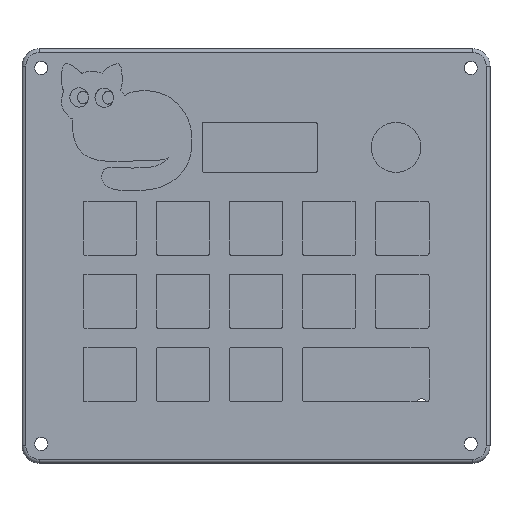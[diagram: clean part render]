
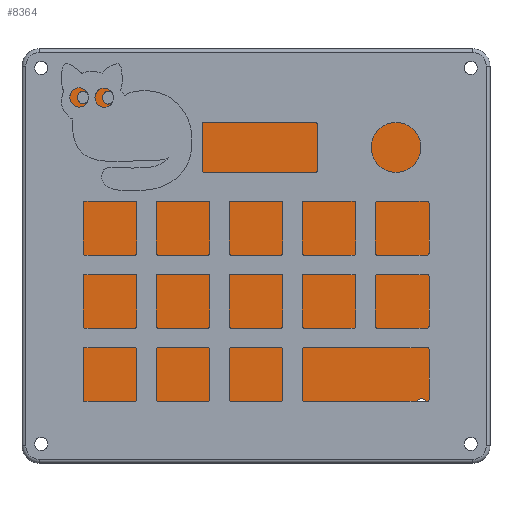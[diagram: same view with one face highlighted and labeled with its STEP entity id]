
A CAD part, top view. The second image highlights one B-rep face of the part: STEP entity #8364.
In plain terms, the highlighted planar face has unit normal (0, 0, 1).
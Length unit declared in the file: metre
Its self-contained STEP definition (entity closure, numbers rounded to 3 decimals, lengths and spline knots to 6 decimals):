
#399=CIRCLE('',#9124,0.0017);
#400=CIRCLE('',#9126,0.0017);
#401=CIRCLE('',#9128,0.0017);
#651=PLANE('',#9129);
#1179=LINE('',#13598,#1919);
#1183=LINE('',#13611,#1923);
#1187=LINE('',#13619,#1927);
#1190=LINE('',#13625,#1930);
#1193=LINE('',#13631,#1933);
#1207=LINE('',#13763,#1947);
#1919=VECTOR('',#10605,1.);
#1923=VECTOR('',#10613,1.);
#1927=VECTOR('',#10619,1.);
#1930=VECTOR('',#10624,1.);
#1933=VECTOR('',#10629,1.);
#1947=VECTOR('',#10689,1.);
#3477=ORIENTED_EDGE('',*,*,#5468,.F.);
#3478=ORIENTED_EDGE('',*,*,#5467,.F.);
#3479=ORIENTED_EDGE('',*,*,#5466,.F.);
#3480=ORIENTED_EDGE('',*,*,#5426,.F.);
#3481=ORIENTED_EDGE('',*,*,#5422,.T.);
#3482=ORIENTED_EDGE('',*,*,#5469,.T.);
#3483=ORIENTED_EDGE('',*,*,#5416,.T.);
#3484=ORIENTED_EDGE('',*,*,#5432,.T.);
#3485=ORIENTED_EDGE('',*,*,#5429,.F.);
#5416=EDGE_CURVE('',#6503,#6504,#1179,.T.);
#5422=EDGE_CURVE('',#6510,#6509,#1183,.T.);
#5426=EDGE_CURVE('',#6510,#6513,#1187,.T.);
#5429=EDGE_CURVE('',#6513,#6515,#1190,.T.);
#5432=EDGE_CURVE('',#6504,#6515,#1193,.T.);
#5466=EDGE_CURVE('',#6541,#6541,#399,.T.);
#5467=EDGE_CURVE('',#6542,#6542,#400,.T.);
#5468=EDGE_CURVE('',#6543,#6543,#401,.T.);
#5469=EDGE_CURVE('',#6509,#6503,#1207,.T.);
#6503=VERTEX_POINT('',#13599);
#6504=VERTEX_POINT('',#13600);
#6509=VERTEX_POINT('',#13610);
#6510=VERTEX_POINT('',#13612);
#6513=VERTEX_POINT('',#13620);
#6515=VERTEX_POINT('',#13626);
#6541=VERTEX_POINT('',#13755);
#6542=VERTEX_POINT('',#13758);
#6543=VERTEX_POINT('',#13761);
#7241=EDGE_LOOP('',(#3477));
#7242=EDGE_LOOP('',(#3478));
#7243=EDGE_LOOP('',(#3479));
#7244=EDGE_LOOP('',(#3480,#3481,#3482,#3483,#3484,#3485));
#7807=FACE_BOUND('',#7241,.T.);
#7808=FACE_BOUND('',#7242,.T.);
#7809=FACE_BOUND('',#7243,.T.);
#7810=FACE_BOUND('',#7244,.T.);
#8364=ADVANCED_FACE('',(#7807,#7808,#7809,#7810),#651,.T.);
#9124=AXIS2_PLACEMENT_3D('',#13754,#10677,#10678);
#9126=AXIS2_PLACEMENT_3D('',#13757,#10681,#10682);
#9128=AXIS2_PLACEMENT_3D('',#13760,#10685,#10686);
#9129=AXIS2_PLACEMENT_3D('',#13762,#10687,#10688);
#10605=DIRECTION('',(0.,-1.,0.));
#10613=DIRECTION('',(0.,-1.,0.));
#10619=DIRECTION('',(1.,0.,0.));
#10624=DIRECTION('',(0.,-1.,0.));
#10629=DIRECTION('',(1.,0.,0.));
#10677=DIRECTION('',(0.,0.,1.));
#10678=DIRECTION('',(1.,0.,0.));
#10681=DIRECTION('',(0.,0.,1.));
#10682=DIRECTION('',(1.,0.,0.));
#10685=DIRECTION('',(0.,0.,1.));
#10686=DIRECTION('',(1.,0.,0.));
#10687=DIRECTION('',(0.,0.,1.));
#10688=DIRECTION('',(1.,0.,0.));
#10689=DIRECTION('',(0.,-1.,0.));
#13598=CARTESIAN_POINT('',(-0.04855,-0.056344,0.006));
#13599=CARTESIAN_POINT('',(-0.04855,-0.036406,0.006));
#13600=CARTESIAN_POINT('',(-0.04855,-0.100344,0.006));
#13610=CARTESIAN_POINT('',(-0.04855,-0.022783,0.006));
#13611=CARTESIAN_POINT('',(-0.04855,-0.056344,0.006));
#13612=CARTESIAN_POINT('',(-0.04855,-0.012344,0.006));
#13619=CARTESIAN_POINT('',(0.00145,-0.012344,0.006));
#13620=CARTESIAN_POINT('',(0.05145,-0.012344,0.006));
#13625=CARTESIAN_POINT('',(0.05145,-0.056344,0.006));
#13626=CARTESIAN_POINT('',(0.05145,-0.100344,0.006));
#13631=CARTESIAN_POINT('',(0.00145,-0.100344,0.006));
#13754=CARTESIAN_POINT('',(0.04555,-0.095244,0.006));
#13755=CARTESIAN_POINT('',(0.04725,-0.095244,0.006));
#13757=CARTESIAN_POINT('',(0.04595,-0.018244,0.006));
#13758=CARTESIAN_POINT('',(0.04765,-0.018244,0.006));
#13760=CARTESIAN_POINT('',(-0.02515,-0.017144,0.006));
#13761=CARTESIAN_POINT('',(-0.02345,-0.017144,0.006));
#13762=CARTESIAN_POINT('',(0.00245,-0.056344,0.006));
#13763=CARTESIAN_POINT('',(-0.04855,-0.056344,0.006));
